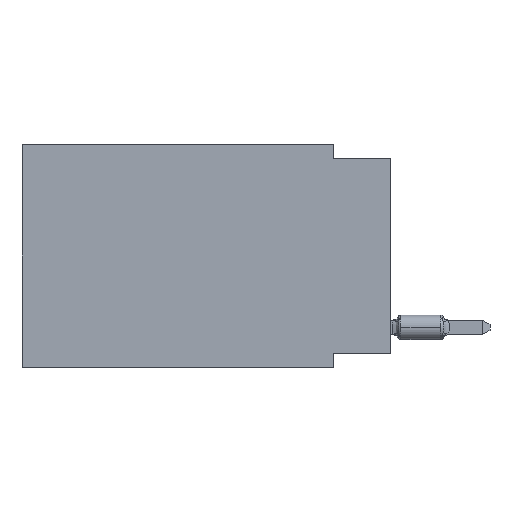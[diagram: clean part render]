
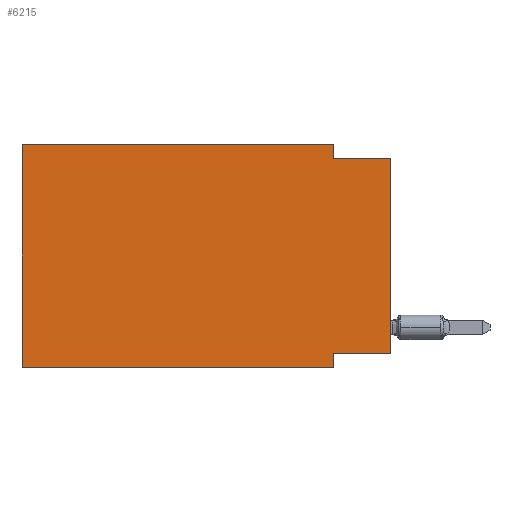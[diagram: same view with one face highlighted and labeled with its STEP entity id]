
A CAD part, left-side view. The second image highlights one B-rep face of the part: STEP entity #6215.
In plain terms, the highlighted planar face has unit normal (-1, 0, 0).
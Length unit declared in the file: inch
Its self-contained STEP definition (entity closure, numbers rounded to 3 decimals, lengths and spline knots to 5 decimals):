
#601 = EDGE_CURVE ( 'NONE', #7412, #4898, #9526, .T. ) ;
#637 = CARTESIAN_POINT ( 'NONE',  ( 0., 0., 0. ) ) ;
#740 = EDGE_CURVE ( 'NONE', #9851, #4865, #11922, .T. ) ;
#1126 = FACE_OUTER_BOUND ( 'NONE', #11125, .T. ) ;
#1220 = LINE ( 'NONE', #12101, #1423 ) ;
#1423 = VECTOR ( 'NONE', #5187, 39.37008 ) ;
#1449 = DIRECTION ( 'NONE',  ( 0., 1., 0. ) ) ;
#1512 = DIRECTION ( 'NONE',  ( 0., -1., 0. ) ) ;
#1787 = ORIENTED_EDGE ( 'NONE', *, *, #2228, .F. ) ;
#1869 = VERTEX_POINT ( 'NONE', #3254 ) ;
#2005 = CARTESIAN_POINT ( 'NONE',  ( 0., 0.1, -0.025 ) ) ;
#2194 = VECTOR ( 'NONE', #7791, 39.37008 ) ;
#2228 = EDGE_CURVE ( 'NONE', #4865, #10949, #1220, .T. ) ;
#2699 = VECTOR ( 'NONE', #7015, 39.37008 ) ;
#2909 = ORIENTED_EDGE ( 'NONE', *, *, #11438, .F. ) ;
#3097 = VERTEX_POINT ( 'NONE', #4737 ) ;
#3198 = ORIENTED_EDGE ( 'NONE', *, *, #10988, .T. ) ;
#3254 = CARTESIAN_POINT ( 'NONE',  ( 0., 0.1, -0.365 ) ) ;
#3658 = VECTOR ( 'NONE', #1512, 39.37008 ) ;
#3825 = CARTESIAN_POINT ( 'NONE',  ( 0., 0.645, -0.39 ) ) ;
#3940 = VECTOR ( 'NONE', #8199, 39.37008 ) ;
#4070 = ORIENTED_EDGE ( 'NONE', *, *, #601, .T. ) ;
#4601 = DIRECTION ( 'NONE',  ( 0., 0., 1. ) ) ;
#4737 = CARTESIAN_POINT ( 'NONE',  ( 0., 0.1, -0.39 ) ) ;
#4865 = VERTEX_POINT ( 'NONE', #8719 ) ;
#4868 = ORIENTED_EDGE ( 'NONE', *, *, #7445, .F. ) ;
#4898 = VERTEX_POINT ( 'NONE', #11748 ) ;
#5087 = DIRECTION ( 'NONE',  ( 1., 0., 0. ) ) ;
#5187 = DIRECTION ( 'NONE',  ( 0., 0., -1. ) ) ;
#6182 = LINE ( 'NONE', #9162, #3940 ) ;
#6215 = ADVANCED_FACE ( 'NONE', ( #1126 ), #7036, .F. ) ;
#6449 = LINE ( 'NONE', #11226, #3658 ) ;
#6476 = ORIENTED_EDGE ( 'NONE', *, *, #8946, .F. ) ;
#6583 = CARTESIAN_POINT ( 'NONE',  ( 0., 0., -0.365 ) ) ;
#6624 = VECTOR ( 'NONE', #7385, 39.37008 ) ;
#7015 = DIRECTION ( 'NONE',  ( 0., -1., 0. ) ) ;
#7036 = PLANE ( 'NONE',  #11776 ) ;
#7385 = DIRECTION ( 'NONE',  ( 0., 0., -1. ) ) ;
#7412 = VERTEX_POINT ( 'NONE', #6583 ) ;
#7445 = EDGE_CURVE ( 'NONE', #7412, #1869, #11493, .T. ) ;
#7791 = DIRECTION ( 'NONE',  ( 0., -1., 0. ) ) ;
#8117 = ORIENTED_EDGE ( 'NONE', *, *, #740, .F. ) ;
#8199 = DIRECTION ( 'NONE',  ( 0., 0., 1. ) ) ;
#8211 = EDGE_CURVE ( 'NONE', #1869, #3097, #8420, .T. ) ;
#8306 = ORIENTED_EDGE ( 'NONE', *, *, #8211, .F. ) ;
#8420 = LINE ( 'NONE', #12348, #6624 ) ;
#8719 = CARTESIAN_POINT ( 'NONE',  ( 0., 0.1, 0. ) ) ;
#8946 = EDGE_CURVE ( 'NONE', #12582, #9851, #6182, .T. ) ;
#9162 = CARTESIAN_POINT ( 'NONE',  ( 0., 0.645, 0. ) ) ;
#9428 = CARTESIAN_POINT ( 'NONE',  ( 0., 0., -0.365 ) ) ;
#9526 = LINE ( 'NONE', #637, #11169 ) ;
#9731 = VECTOR ( 'NONE', #1449, 39.37008 ) ;
#9851 = VERTEX_POINT ( 'NONE', #10403 ) ;
#10138 = DIRECTION ( 'NONE',  ( 0., 0., -1. ) ) ;
#10169 = CARTESIAN_POINT ( 'NONE',  ( 0., 0.645, -0.39 ) ) ;
#10230 = CARTESIAN_POINT ( 'NONE',  ( 0., 0.645, 0. ) ) ;
#10403 = CARTESIAN_POINT ( 'NONE',  ( 0., 0.645, 0. ) ) ;
#10949 = VERTEX_POINT ( 'NONE', #2005 ) ;
#10988 = EDGE_CURVE ( 'NONE', #12582, #3097, #12684, .T. ) ;
#11125 = EDGE_LOOP ( 'NONE', ( #4070, #2909, #1787, #8117, #6476, #3198, #8306, #4868 ) ) ;
#11169 = VECTOR ( 'NONE', #4601, 39.37008 ) ;
#11226 = CARTESIAN_POINT ( 'NONE',  ( 0., 0., -0.025 ) ) ;
#11438 = EDGE_CURVE ( 'NONE', #10949, #4898, #6449, .T. ) ;
#11493 = LINE ( 'NONE', #9428, #9731 ) ;
#11748 = CARTESIAN_POINT ( 'NONE',  ( 0., 0., -0.025 ) ) ;
#11776 = AXIS2_PLACEMENT_3D ( 'NONE', #12068, #5087, #10138 ) ;
#11922 = LINE ( 'NONE', #10230, #2699 ) ;
#12068 = CARTESIAN_POINT ( 'NONE',  ( 0., 0.645, 0. ) ) ;
#12101 = CARTESIAN_POINT ( 'NONE',  ( 0., 0.1, 0. ) ) ;
#12348 = CARTESIAN_POINT ( 'NONE',  ( 0., 0.1, -0.39 ) ) ;
#12582 = VERTEX_POINT ( 'NONE', #10169 ) ;
#12684 = LINE ( 'NONE', #3825, #2194 ) ;
